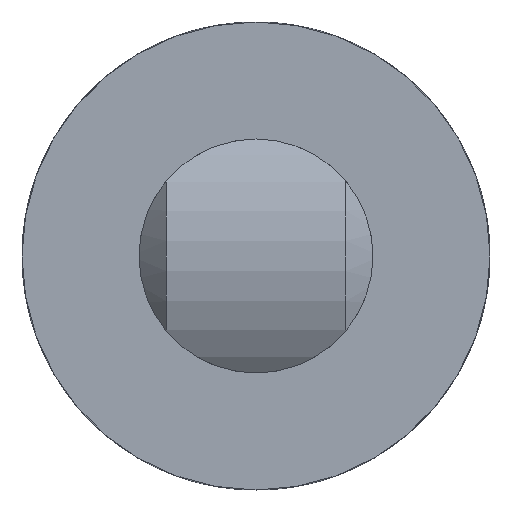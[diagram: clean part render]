
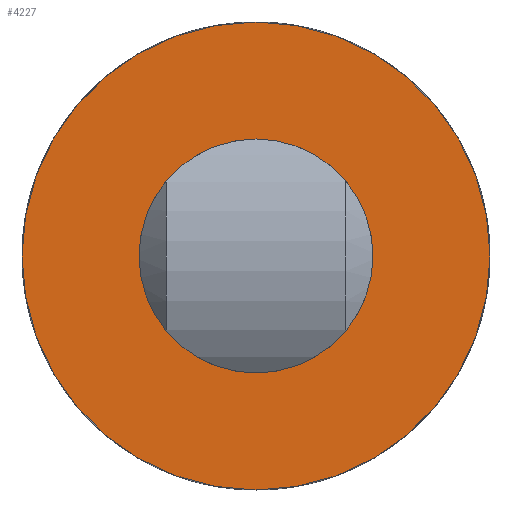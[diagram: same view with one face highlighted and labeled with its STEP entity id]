
A CAD part, left-side view. The second image highlights one B-rep face of the part: STEP entity #4227.
In plain terms, the highlighted face is planar.
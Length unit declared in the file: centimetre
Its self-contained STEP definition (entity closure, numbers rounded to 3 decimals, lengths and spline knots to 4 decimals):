
#710=PLANE('',#4684);
#1470=VERTEX_POINT('',#6993);
#1502=VERTEX_POINT('',#7382);
#1785=CIRCLE('',#4662,1.);
#1791=CIRCLE('',#4683,2.);
#2217=EDGE_CURVE('',#1470,#1470,#1785,.T.);
#2263=EDGE_CURVE('',#1502,#1502,#1791,.T.);
#3272=ORIENTED_EDGE('',*,*,#2217,.T.);
#3273=ORIENTED_EDGE('',*,*,#2263,.F.);
#3694=EDGE_LOOP('',(#3272));
#3695=EDGE_LOOP('',(#3273));
#3980=FACE_BOUND('',#3694,.T.);
#3981=FACE_BOUND('',#3695,.T.);
#4227=ADVANCED_FACE('',(#3980,#3981),#710,.T.);
#4662=AXIS2_PLACEMENT_3D('',#6992,#5644,#5645);
#4683=AXIS2_PLACEMENT_3D('',#7381,#5698,#5699);
#4684=AXIS2_PLACEMENT_3D('',#7383,#5700,$);
#5644=DIRECTION('',(0.,0.,-1.));
#5645=DIRECTION('',(1.,0.,0.));
#5698=DIRECTION('',(0.,0.,-1.));
#5699=DIRECTION('',(2.,0.,0.));
#5700=DIRECTION('',(0.,0.,1.));
#6992=CARTESIAN_POINT('',(0.,0.,4.1));
#6993=CARTESIAN_POINT('',(-1.,0.,4.1));
#7381=CARTESIAN_POINT('',(0.,0.,4.1));
#7382=CARTESIAN_POINT('',(2.,0.,4.1));
#7383=CARTESIAN_POINT('',(0.,0.,4.1));
